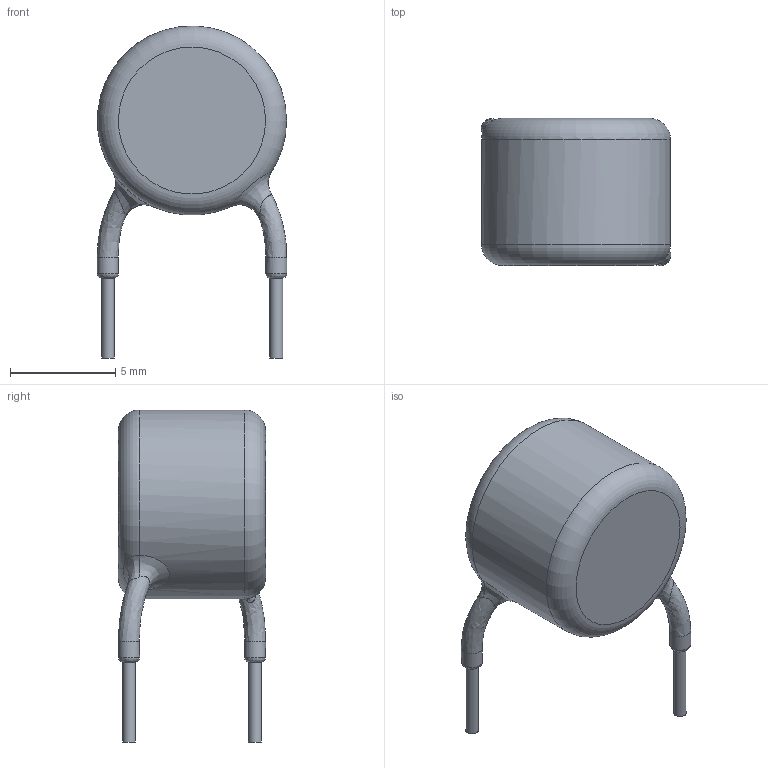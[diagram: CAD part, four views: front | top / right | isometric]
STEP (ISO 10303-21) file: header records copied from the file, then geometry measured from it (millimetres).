
FILE_DESCRIPTION(/* description */ (''),/* implementation_level */ '2;1');
FILE_NAME(/* name */ 'CAPRB_MURATA_DEC1X3J220JC4B.stp',/* time_stamp */ '2015-04-16T15:32:53+02:00',/* author */ ('admchouv'),/* organization */ (''),/* preprocessor_version */ 'ST-DEVELOPER v15.5',/* originating_system */ 'AutoCAD Mechanical',/* authorisation */ '');
FILE_SCHEMA (('AUTOMOTIVE_DESIGN { 1 0 10303 214 3 1 1 }'));
Length unit declared in the file: millimetre
Products named in the file (1): Product
Bounding box: 9.02 x 7 x 15.8 mm (x, y, z)
Volume: 443.7 mm3; surface area: 342.6 mm2
Topology: 3 solids, 3 shells, 23 faces, 47 edges, 30 vertices
Faces by surface type: bspline 10, plane 8, cylinder 3, torus 2
Full cylindrical faces by diameter (mm): 0.6 x1, 0.618 x1, 9 x1
Entity records: 1327 total; most frequent: CARTESIAN_POINT 907, ORIENTED_EDGE 76, DIRECTION 68, EDGE_CURVE 38, AXIS2_PLACEMENT_3D 34, EDGE_LOOP 28, VERTEX_POINT 26, FACE_OUTER_BOUND 23
